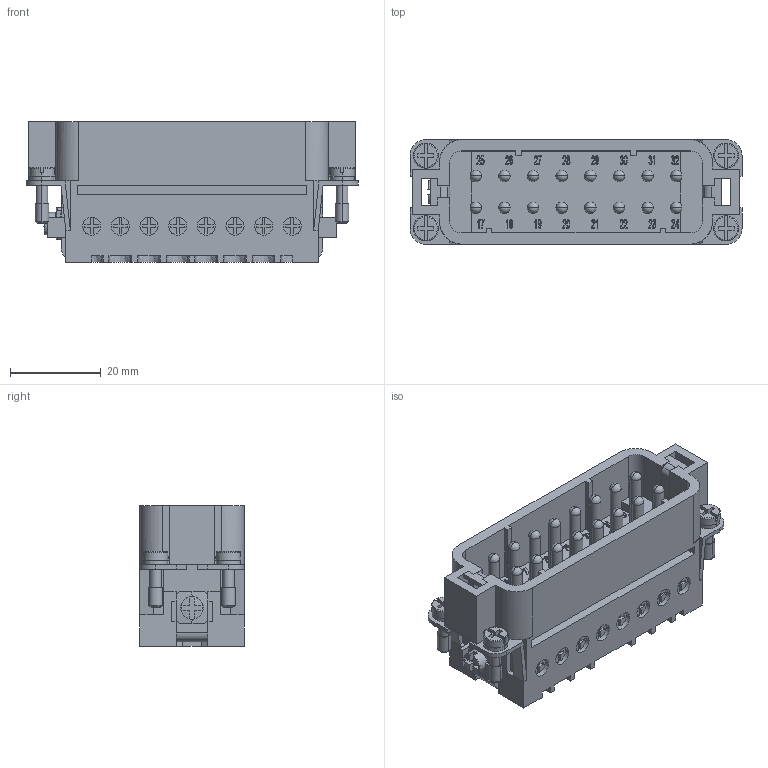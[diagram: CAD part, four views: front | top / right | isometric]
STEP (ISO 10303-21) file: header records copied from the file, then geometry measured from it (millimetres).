
FILE_DESCRIPTION((''),'2;1');
FILE_NAME('CDAM 16 XN.stp','2006-11-09T10:04:01',('gembarski'),(''),'Autodesk Inventor 7','Autodesk Inventor 7','');
FILE_SCHEMA(('AUTOMOTIVE_DESIGN { 1 0 10303 214 1 1 1 1 }'));
Length unit declared in the file: millimetre
Products named in the file (1): CDAM 16 XN
Bounding box: 73 x 23 x 31 mm (x, y, z)
Volume: 27253.8 mm3; surface area: 20842.7 mm2
Topology: 17 solids, 17 shells, 1922 faces, 5110 edges, 3342 vertices
Faces by surface type: bspline 950, plane 753, cylinder 171, sphere 36, torus 8, cone 4
Full cylindrical faces by diameter (mm): 2.5 x1
Entity records: 63815 total; most frequent: CARTESIAN_POINT 20595, ORIENTED_EDGE 10164, DIRECTION 6644, EDGE_CURVE 5082, VERTEX_POINT 3342, VECTOR 3178, LINE 3178, EDGE_LOOP 2096
